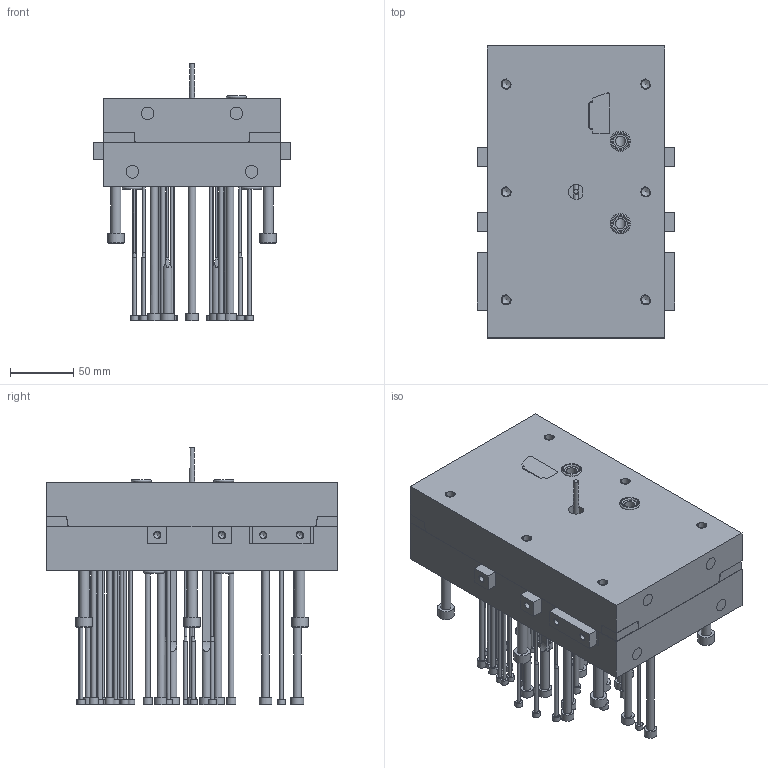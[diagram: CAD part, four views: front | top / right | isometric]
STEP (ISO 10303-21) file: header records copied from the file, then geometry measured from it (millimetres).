
FILE_DESCRIPTION(/* description */ (''),/* implementation_level */ '2;1');
FILE_NAME(/* name */ '20200714 button core.stp',/* time_stamp */ '2020-07-14T01:17:46+08:00',/* author */ (''),/* organization */ (''),/* preprocessor_version */ 'ST-DEVELOPER v15',/* originating_system */ 'SIEMENS PLM Software NX 9.0',/* authorisation */ '');
FILE_SCHEMA (('AP203_CONFIGURATION_CONTROLLED_3D_DESIGN_OF_MECHANICAL_PARTS_AND_ASSEMBLIES_MIM_LF { 1 0 10303 403 2 1 2}'));
Products named in the file (1): user3A54D1D3etqq
Bounding box: 156 x 230 x 203.09 mm (x, y, z)
Volume: 2291112.3 mm3; surface area: 435993.4 mm2
Topology: 92 solids, 92 shells, 3628 faces, 9225 edges, 5909 vertices
Faces by surface type: plane 2120, cylinder 594, cone 301, extrusion 256, bspline 211, torus 96, sphere 50
Full cylindrical faces by diameter (mm): 0.444 x4, 2 x8, 2.5 x38, 3 x16, 3.618 x2, 4 x21, 5 x8, 6 x27, 6.633 x2, 6.7 x12, 7 x14, 8 x33, 10 x28, 11 x4, 13 x6
Entity records: 115065 total; most frequent: CARTESIAN_POINT 31826, ORIENTED_EDGE 17120, DIRECTION 16147, EDGE_CURVE 8560, VECTOR 5759, VERTEX_POINT 5670, LINE 5503, AXIS2_PLACEMENT_3D 5194
